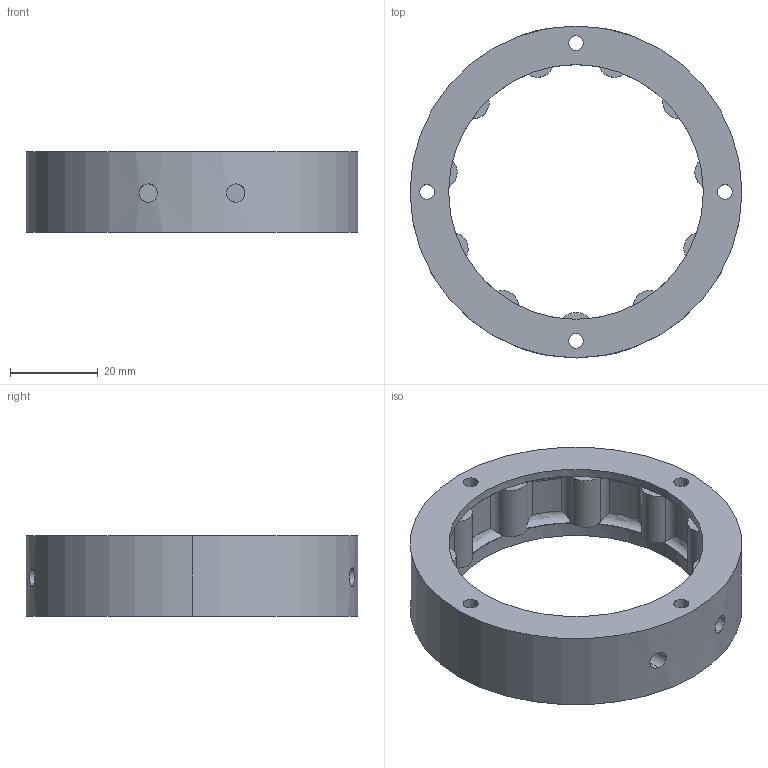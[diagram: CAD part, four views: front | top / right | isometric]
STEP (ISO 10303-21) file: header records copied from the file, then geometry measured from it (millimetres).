
FILE_DESCRIPTION (( 'STEP AP214' ), '1' );
FILE_NAME ('3.10-yi撰渀喘褲.STEP', '2025-11-20T07:03:52', ( '' ), ( '' ), 'SwSTEP 2.0', 'SolidWorks 2023', '' );
FILE_SCHEMA (( 'AUTOMOTIVE_DESIGN' ));
Length unit declared in the file: millimetre
Products named in the file (1): 3.10-yi级针齿壳
Bounding box: 75.8 x 75.8 x 18.5 mm (x, y, z)
Volume: 31494.5 mm3; surface area: 13428 mm2
Topology: 1 solids, 1 shells, 149 faces, 385 edges, 242 vertices
Faces by surface type: cylinder 75, plane 50, torus 24
Entity records: 5340 total; most frequent: CARTESIAN_POINT 1707, DIRECTION 775, ORIENTED_EDGE 770, EDGE_CURVE 385, AXIS2_PLACEMENT_3D 350, VERTEX_POINT 242, CIRCLE 200, EDGE_LOOP 163
